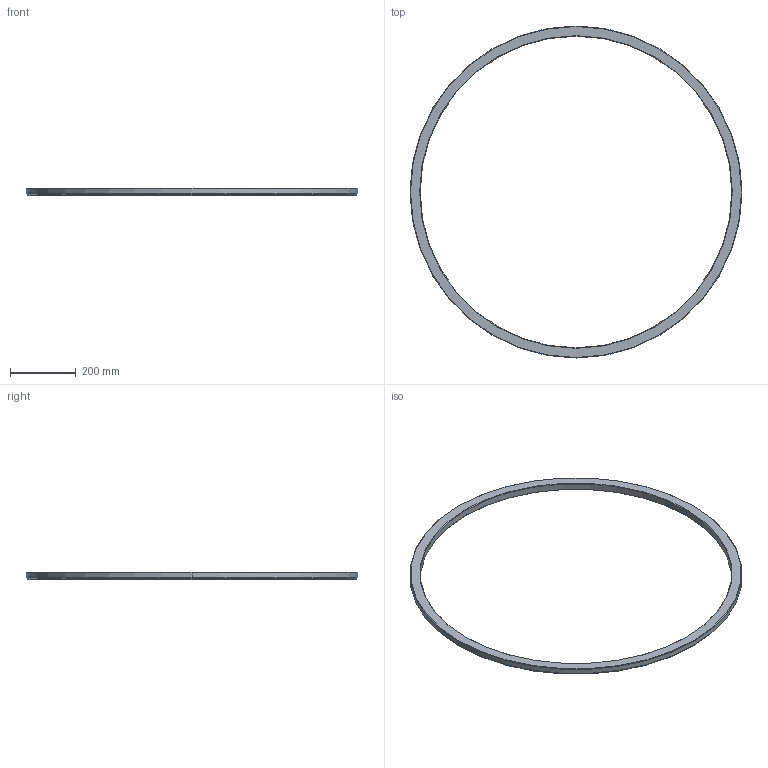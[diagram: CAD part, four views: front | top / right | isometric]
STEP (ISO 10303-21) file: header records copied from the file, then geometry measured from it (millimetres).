
FILE_DESCRIPTION(('Creo Elements/Direct Modeling STEP Export'),'2;1');
FILE_NAME('00014985 BRIDE DOUBLE ENVELOPPE CUISINE A COLLE.stp','2023-10-25T13:50:46',(''),(''),'Creo Elements/Direct Modeling STEP processor for AP214 (Solid Model)','Creo Elements/Direct Modeling 20.5 09-Apr-2022 (C) Parametric Technology GmbH','');
FILE_SCHEMA(('AUTOMOTIVE_DESIGN { 1 0 10303 214 1 1 1 1 }'));
Length unit declared in the file: millimetre
Products named in the file (2): 00014985 BRIDE DOUBLE ENVELOPPE CUISINE A COLLE
Assembly tree (1 placements, depth 2):
  00014985 BRIDE DOUBLE ENVELOPPE CUISINE A COLLE
    00014985 BRIDE DOUBLE ENVELOPPE CUISINE A COLLE
Bounding box: 1008 x 1008 x 23 mm (x, y, z)
Volume: 2101011.7 mm3; surface area: 313900.1 mm2
Topology: 1 solids, 1 shells, 18 faces, 36 edges, 20 vertices
Faces by surface type: cone 10, cylinder 6, plane 2
Entity records: 463 total; most frequent: DIRECTION 76, ORIENTED_EDGE 72, CARTESIAN_POINT 66, EDGE_CURVE 36, AXIS2_PLACEMENT_3D 30, VERTEX_POINT 20, EDGE_LOOP 20, FACE_OUTER_BOUND 18
